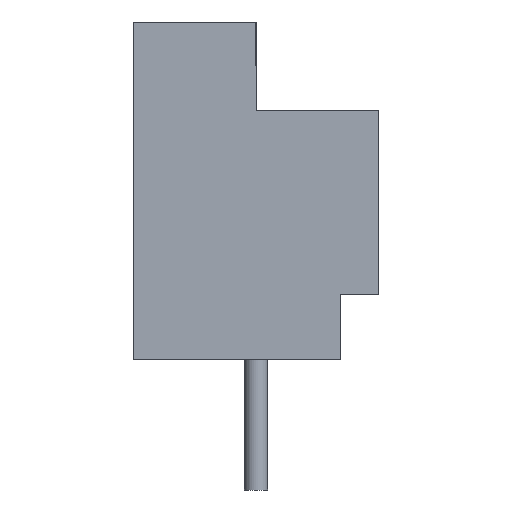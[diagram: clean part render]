
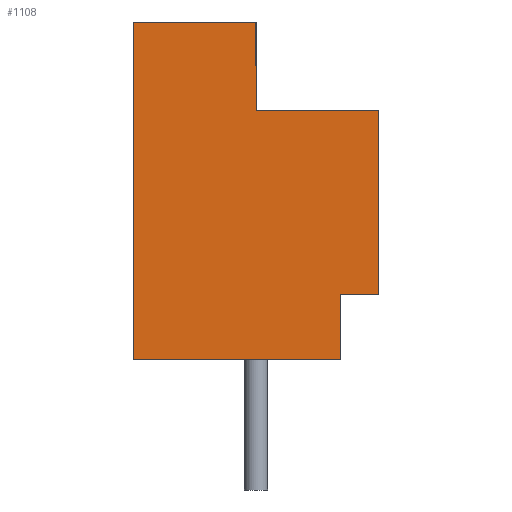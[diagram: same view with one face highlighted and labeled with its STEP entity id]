
A CAD part, left-side view. The second image highlights one B-rep face of the part: STEP entity #1108.
In plain terms, the highlighted planar face has unit normal (-1, 0, 0).
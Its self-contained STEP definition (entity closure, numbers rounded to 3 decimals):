
#37=PLANE('',#1211);
#102=FACE_OUTER_BOUND('',#179,.T.);
#179=EDGE_LOOP('',(#853,#854,#855,#856,#857,#858,#859,#860));
#257=LINE('',#1683,#383);
#266=LINE('',#1703,#392);
#275=LINE('',#1723,#401);
#277=LINE('',#1727,#403);
#278=LINE('',#1728,#404);
#279=LINE('',#1730,#405);
#280=LINE('',#1731,#406);
#281=LINE('',#1732,#407);
#383=VECTOR('',#1374,1000.);
#392=VECTOR('',#1387,1000.);
#401=VECTOR('',#1400,1000.);
#403=VECTOR('',#1404,1000.);
#404=VECTOR('',#1405,1000.);
#405=VECTOR('',#1406,1000.);
#406=VECTOR('',#1407,1000.);
#407=VECTOR('',#1408,1000.);
#543=VERTEX_POINT('',#1680);
#544=VERTEX_POINT('',#1682);
#552=VERTEX_POINT('',#1700);
#553=VERTEX_POINT('',#1702);
#561=VERTEX_POINT('',#1720);
#562=VERTEX_POINT('',#1722);
#563=VERTEX_POINT('',#1726);
#564=VERTEX_POINT('',#1729);
#657=EDGE_CURVE('',#543,#544,#257,.T.);
#666=EDGE_CURVE('',#553,#552,#266,.T.);
#675=EDGE_CURVE('',#561,#562,#275,.T.);
#677=EDGE_CURVE('',#563,#543,#277,.T.);
#678=EDGE_CURVE('',#563,#562,#278,.T.);
#679=EDGE_CURVE('',#561,#564,#279,.T.);
#680=EDGE_CURVE('',#564,#553,#280,.T.);
#681=EDGE_CURVE('',#552,#544,#281,.T.);
#853=ORIENTED_EDGE('',*,*,#677,.F.);
#854=ORIENTED_EDGE('',*,*,#678,.T.);
#855=ORIENTED_EDGE('',*,*,#675,.F.);
#856=ORIENTED_EDGE('',*,*,#679,.T.);
#857=ORIENTED_EDGE('',*,*,#680,.T.);
#858=ORIENTED_EDGE('',*,*,#666,.T.);
#859=ORIENTED_EDGE('',*,*,#681,.T.);
#860=ORIENTED_EDGE('',*,*,#657,.F.);
#1108=ADVANCED_FACE('',(#102),#37,.F.);
#1211=AXIS2_PLACEMENT_3D('',#1725,#1402,#1403);
#1374=DIRECTION('',(0.,1.,0.));
#1387=DIRECTION('',(0.,1.,0.));
#1400=DIRECTION('',(0.,0.,-1.));
#1402=DIRECTION('center_axis',(1.,0.,0.));
#1403=DIRECTION('ref_axis',(0.,0.,1.));
#1404=DIRECTION('',(0.,0.,-1.));
#1405=DIRECTION('',(0.,-1.,0.));
#1406=DIRECTION('',(0.,1.,0.));
#1407=DIRECTION('',(0.,0.,1.));
#1408=DIRECTION('',(0.,0.,-1.));
#1680=CARTESIAN_POINT('',(-8.75,-2.2,0.));
#1682=CARTESIAN_POINT('',(-8.75,3.2,0.));
#1683=CARTESIAN_POINT('',(-8.75,-3.2,0.));
#1700=CARTESIAN_POINT('',(-8.75,3.2,8.8));
#1702=CARTESIAN_POINT('',(-8.75,0.,8.8));
#1703=CARTESIAN_POINT('',(-8.75,-3.2,8.8));
#1720=CARTESIAN_POINT('',(-8.75,-3.2,6.5));
#1722=CARTESIAN_POINT('',(-8.75,-3.2,1.7));
#1723=CARTESIAN_POINT('',(-8.75,-3.2,8.8));
#1725=CARTESIAN_POINT('Origin',(-8.75,-3.2,8.8));
#1726=CARTESIAN_POINT('',(-8.75,-2.2,1.7));
#1727=CARTESIAN_POINT('',(-8.75,-2.2,1.7));
#1728=CARTESIAN_POINT('',(-8.75,-2.2,1.7));
#1729=CARTESIAN_POINT('',(-8.75,0.,6.5));
#1730=CARTESIAN_POINT('',(-8.75,-3.2,6.5));
#1731=CARTESIAN_POINT('',(-8.75,0.,8.8));
#1732=CARTESIAN_POINT('',(-8.75,3.2,8.8));
